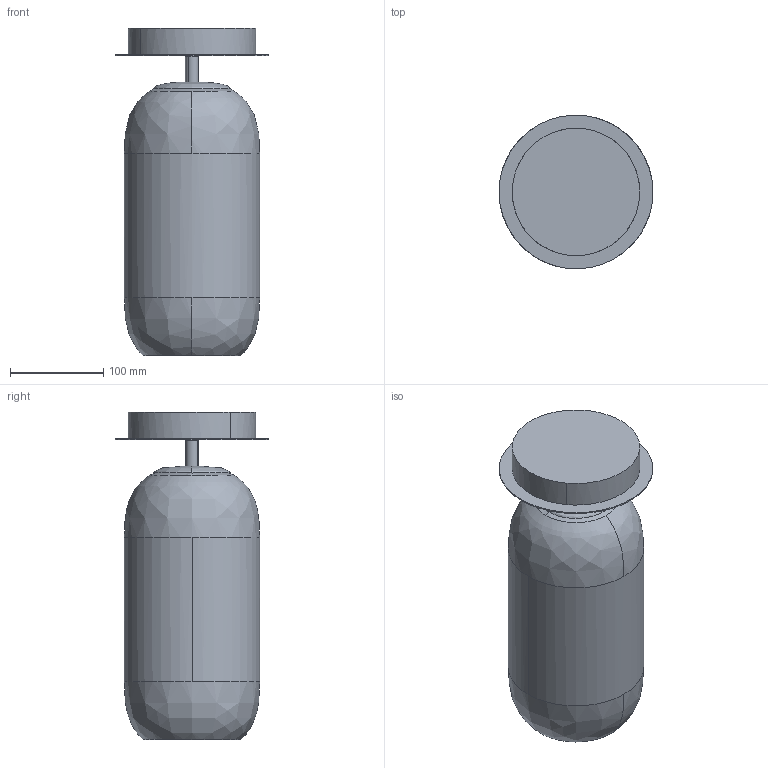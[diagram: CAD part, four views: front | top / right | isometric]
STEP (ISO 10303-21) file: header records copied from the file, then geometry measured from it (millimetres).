
FILE_DESCRIPTION(/* description */ (''),/* implementation_level */ '2;1');
FILE_NAME(/* name */ '141400~1',/* time_stamp */ '2019-07-17T09:16:30+02:00',/* author */ (''),/* organization */ (''),/* preprocessor_version */ 'ST-DEVELOPER v15',/* originating_system */ '',/* authorisation */ '');
FILE_SCHEMA (('AUTOMOTIVE_DESIGN'));
Length unit declared in the file: millimetre
Products named in the file (1): Document
Bounding box: 165 x 164.87 x 351.05 mm (x, y, z)
Volume: 967075.9 mm3; surface area: 337382 mm2
Topology: 4 solids, 20 shells, 71 faces, 205 edges, 154 vertices
Faces by surface type: bspline 62, plane 9
Entity records: 3389 total; most frequent: CARTESIAN_POINT 2361, ORIENTED_EDGE 310, EDGE_CURVE 180, VERTEX_POINT 125, EDGE_LOOP 76, ADVANCED_FACE 71, FACE_OUTER_BOUND 71, B_SPLINE_CURVE_WITH_KNOTS 42
